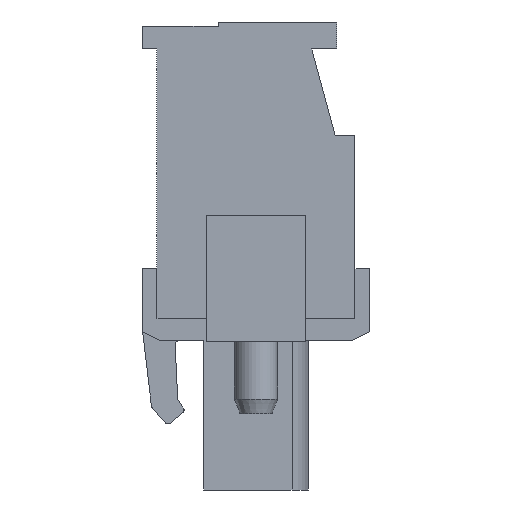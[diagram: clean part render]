
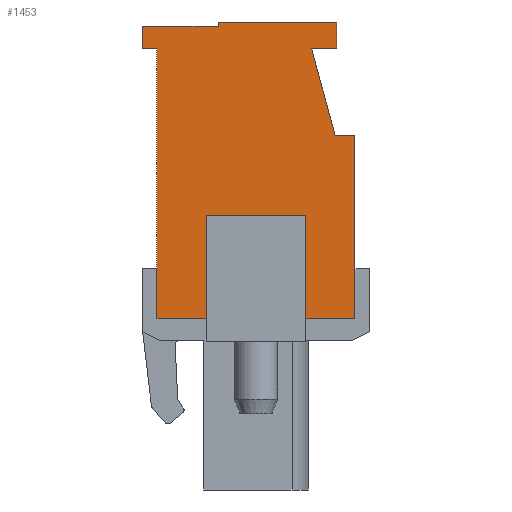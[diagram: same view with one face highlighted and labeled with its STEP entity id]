
A CAD part, left-side view. The second image highlights one B-rep face of the part: STEP entity #1453.
In plain terms, the highlighted planar face has unit normal (-1, 0, 0).
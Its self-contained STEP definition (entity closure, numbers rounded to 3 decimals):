
#1453 = ADVANCED_FACE( '', ( #2943 ), #2944, .T. );
#2943 = FACE_OUTER_BOUND( '', #4491, .T. );
#2944 = PLANE( '', #4492 );
#4491 = EDGE_LOOP( '', ( #8403, #8404, #8405, #8406, #8407, #8408, #8409, #8410, #8411, #8412, #8413, #8414, #8415, #8416, #8417, #8418 ) );
#4492 = AXIS2_PLACEMENT_3D( '', #8419, #8420, #8421 );
#8403 = ORIENTED_EDGE( '', *, *, #10863, .F. );
#8404 = ORIENTED_EDGE( '', *, *, #10067, .F. );
#8405 = ORIENTED_EDGE( '', *, *, #10818, .F. );
#8406 = ORIENTED_EDGE( '', *, *, #10193, .T. );
#8407 = ORIENTED_EDGE( '', *, *, #10264, .T. );
#8408 = ORIENTED_EDGE( '', *, *, #11028, .T. );
#8409 = ORIENTED_EDGE( '', *, *, #9643, .T. );
#8410 = ORIENTED_EDGE( '', *, *, #11061, .T. );
#8411 = ORIENTED_EDGE( '', *, *, #11006, .T. );
#8412 = ORIENTED_EDGE( '', *, *, #10568, .T. );
#8413 = ORIENTED_EDGE( '', *, *, #10698, .T. );
#8414 = ORIENTED_EDGE( '', *, *, #11021, .T. );
#8415 = ORIENTED_EDGE( '', *, *, #10118, .T. );
#8416 = ORIENTED_EDGE( '', *, *, #9662, .T. );
#8417 = ORIENTED_EDGE( '', *, *, #11062, .T. );
#8418 = ORIENTED_EDGE( '', *, *, #10194, .T. );
#8419 = CARTESIAN_POINT( '', ( -7.62, 0., 0. ) );
#8420 = DIRECTION( '', ( -1., 0., 0. ) );
#8421 = DIRECTION( '', ( 0., 0., 1. ) );
#9643 = EDGE_CURVE( '', #11627, #11628, #11629, .T. );
#9662 = EDGE_CURVE( '', #11660, #11661, #11662, .T. );
#10067 = EDGE_CURVE( '', #12336, #12337, #12338, .T. );
#10118 = EDGE_CURVE( '', #12425, #11660, #12426, .T. );
#10193 = EDGE_CURVE( '', #11648, #12549, #12551, .T. );
#10194 = EDGE_CURVE( '', #12524, #11645, #12552, .T. );
#10264 = EDGE_CURVE( '', #12549, #12659, #12661, .T. );
#10568 = EDGE_CURVE( '', #13106, #13107, #13108, .T. );
#10698 = EDGE_CURVE( '', #13107, #13292, #13293, .T. );
#10818 = EDGE_CURVE( '', #11648, #12336, #13438, .T. );
#10863 = EDGE_CURVE( '', #12337, #11645, #13498, .T. );
#11006 = EDGE_CURVE( '', #13671, #13106, #13672, .T. );
#11021 = EDGE_CURVE( '', #13292, #12425, #13690, .T. );
#11028 = EDGE_CURVE( '', #12659, #11627, #13698, .T. );
#11061 = EDGE_CURVE( '', #11628, #13671, #13733, .T. );
#11062 = EDGE_CURVE( '', #11661, #12524, #13734, .T. );
#11627 = VERTEX_POINT( '', #14472 );
#11628 = VERTEX_POINT( '', #14473 );
#11629 = LINE( '', #14474, #14475 );
#11645 = VERTEX_POINT( '', #14498 );
#11648 = VERTEX_POINT( '', #14502 );
#11660 = VERTEX_POINT( '', #14520 );
#11661 = VERTEX_POINT( '', #14521 );
#11662 = LINE( '', #14522, #14523 );
#12336 = VERTEX_POINT( '', #15497 );
#12337 = VERTEX_POINT( '', #15498 );
#12338 = LINE( '', #15499, #15500 );
#12425 = VERTEX_POINT( '', #15626 );
#12426 = LINE( '', #15627, #15628 );
#12524 = VERTEX_POINT( '', #15768 );
#12549 = VERTEX_POINT( '', #15808 );
#12551 = LINE( '', #15811, #15812 );
#12552 = LINE( '', #15813, #15814 );
#12659 = VERTEX_POINT( '', #15971 );
#12661 = LINE( '', #15974, #15975 );
#13106 = VERTEX_POINT( '', #16631 );
#13107 = VERTEX_POINT( '', #16632 );
#13108 = LINE( '', #16633, #16634 );
#13292 = VERTEX_POINT( '', #16901 );
#13293 = LINE( '', #16902, #16903 );
#13438 = LINE( '', #17123, #17124 );
#13498 = LINE( '', #17212, #17213 );
#13671 = VERTEX_POINT( '', #17465 );
#13672 = LINE( '', #17466, #17467 );
#13690 = LINE( '', #17494, #17495 );
#13698 = LINE( '', #17506, #17507 );
#13733 = LINE( '', #17557, #17558 );
#13734 = LINE( '', #17559, #17560 );
#14472 = CARTESIAN_POINT( '', ( -7.62, -4.4, 2.7 ) );
#14473 = CARTESIAN_POINT( '', ( -7.62, -3.1, 7.5 ) );
#14474 = CARTESIAN_POINT( '', ( -7.62, -4.4, 2.7 ) );
#14475 = VECTOR( '', #18002, 1000. );
#14498 = CARTESIAN_POINT( '', ( -7.62, 2.75, -7.5 ) );
#14502 = CARTESIAN_POINT( '', ( -7.62, -2.75, -7.5 ) );
#14520 = CARTESIAN_POINT( '', ( -7.62, 6.3, 7.5 ) );
#14521 = CARTESIAN_POINT( '', ( -7.62, 5.5, 7.5 ) );
#14522 = CARTESIAN_POINT( '', ( -7.62, 6.3, 7.5 ) );
#14523 = VECTOR( '', #18017, 1000. );
#15497 = CARTESIAN_POINT( '', ( -7.62, -2.75, -1.75 ) );
#15498 = CARTESIAN_POINT( '', ( -7.62, 2.75, -1.75 ) );
#15499 = CARTESIAN_POINT( '', ( -7.62, -2.75, -1.75 ) );
#15500 = VECTOR( '', #18441, 1000. );
#15626 = CARTESIAN_POINT( '', ( -7.62, 6.3, 8.75 ) );
#15627 = CARTESIAN_POINT( '', ( -7.62, 6.3, 8.75 ) );
#15628 = VECTOR( '', #18484, 1000. );
#15768 = CARTESIAN_POINT( '', ( -7.62, 5.5, -7.5 ) );
#15808 = CARTESIAN_POINT( '', ( -7.62, -5.5, -7.5 ) );
#15811 = CARTESIAN_POINT( '', ( -7.62, 5.5, -7.5 ) );
#15812 = VECTOR( '', #18564, 1000. );
#15813 = CARTESIAN_POINT( '', ( -7.62, 5.5, -7.5 ) );
#15814 = VECTOR( '', #18565, 1000. );
#15971 = CARTESIAN_POINT( '', ( -7.62, -5.5, 2.7 ) );
#15974 = CARTESIAN_POINT( '', ( -7.62, -5.5, -7.5 ) );
#15975 = VECTOR( '', #18632, 1000. );
#16631 = CARTESIAN_POINT( '', ( -7.62, -4.5, 9. ) );
#16632 = CARTESIAN_POINT( '', ( -7.62, 2.1, 9. ) );
#16633 = CARTESIAN_POINT( '', ( -7.62, -4.5, 9. ) );
#16634 = VECTOR( '', #18930, 1000. );
#16901 = CARTESIAN_POINT( '', ( -7.62, 2.1, 8.75 ) );
#16902 = CARTESIAN_POINT( '', ( -7.62, 2.1, 9. ) );
#16903 = VECTOR( '', #19059, 1000. );
#17123 = CARTESIAN_POINT( '', ( -7.62, -2.75, -8.75 ) );
#17124 = VECTOR( '', #19153, 1000. );
#17212 = CARTESIAN_POINT( '', ( -7.62, 2.75, -1.75 ) );
#17213 = VECTOR( '', #19185, 1000. );
#17465 = CARTESIAN_POINT( '', ( -7.62, -4.5, 7.5 ) );
#17466 = CARTESIAN_POINT( '', ( -7.62, -4.5, 7.5 ) );
#17467 = VECTOR( '', #19301, 1000. );
#17494 = CARTESIAN_POINT( '', ( -7.62, 2.1, 8.75 ) );
#17495 = VECTOR( '', #19311, 1000. );
#17506 = CARTESIAN_POINT( '', ( -7.62, -5.5, 2.7 ) );
#17507 = VECTOR( '', #19315, 1000. );
#17557 = CARTESIAN_POINT( '', ( -7.62, -3.1, 7.5 ) );
#17558 = VECTOR( '', #19334, 1000. );
#17559 = CARTESIAN_POINT( '', ( -7.62, 5.5, 7.5 ) );
#17560 = VECTOR( '', #19335, 1000. );
#18002 = DIRECTION( '', ( 0., 0.261, 0.965 ) );
#18017 = DIRECTION( '', ( 0., -1., 0. ) );
#18441 = DIRECTION( '', ( 0., 1., 0. ) );
#18484 = DIRECTION( '', ( 0., 0., -1. ) );
#18564 = DIRECTION( '', ( 0., -1., 0. ) );
#18565 = DIRECTION( '', ( 0., -1., 0. ) );
#18632 = DIRECTION( '', ( 0., 0., 1. ) );
#18930 = DIRECTION( '', ( 0., 1., 0. ) );
#19059 = DIRECTION( '', ( 0., 0., -1. ) );
#19153 = DIRECTION( '', ( 0., 0., 1. ) );
#19185 = DIRECTION( '', ( 0., 0., -1. ) );
#19301 = DIRECTION( '', ( 0., 0., 1. ) );
#19311 = DIRECTION( '', ( 0., 1., 0. ) );
#19315 = DIRECTION( '', ( 0., 1., 0. ) );
#19334 = DIRECTION( '', ( 0., -1., 0. ) );
#19335 = DIRECTION( '', ( 0., 0., -1. ) );
